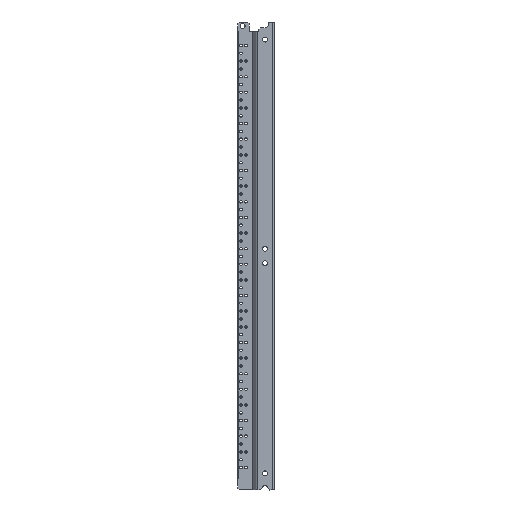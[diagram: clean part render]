
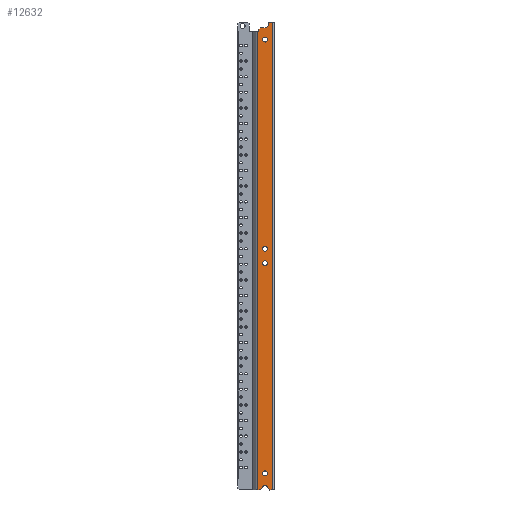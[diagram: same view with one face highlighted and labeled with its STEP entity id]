
A CAD part, front view. The second image highlights one B-rep face of the part: STEP entity #12632.
In plain terms, the highlighted face is planar.
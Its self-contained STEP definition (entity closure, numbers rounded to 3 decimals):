
#4317=DIRECTION('',(0.,-1.,0.));
#4318=VECTOR('',#4317,733.29);
#4319=CARTESIAN_POINT('',(17.,734.79,26.916));
#4320=LINE('',#4319,#4318);
#4324=CARTESIAN_POINT('',(17.,28.,14.995));
#4325=DIRECTION('',(1.,0.,0.));
#4326=DIRECTION('',(0.,1.,0.));
#4327=AXIS2_PLACEMENT_3D('',#4324,#4325,#4326);
#4332=CARTESIAN_POINT('',(17.,28.,14.995));
#4333=DIRECTION('',(1.,0.,0.));
#4334=DIRECTION('',(0.,-1.,0.));
#4335=AXIS2_PLACEMENT_3D('',#4332,#4333,#4334);
#4340=CARTESIAN_POINT('',(17.,722.,14.995));
#4341=DIRECTION('',(1.,0.,0.));
#4342=DIRECTION('',(0.,1.,0.));
#4343=AXIS2_PLACEMENT_3D('',#4340,#4341,#4342);
#4348=CARTESIAN_POINT('',(17.,722.,14.995));
#4349=DIRECTION('',(1.,0.,0.));
#4350=DIRECTION('',(0.,-1.,0.));
#4351=AXIS2_PLACEMENT_3D('',#4348,#4349,#4350);
#4356=CARTESIAN_POINT('',(17.,364.,14.995));
#4357=DIRECTION('',(-1.,0.,0.));
#4358=DIRECTION('',(0.,-1.,0.));
#4359=AXIS2_PLACEMENT_3D('',#4356,#4357,#4358);
#4364=CARTESIAN_POINT('',(17.,364.,14.995));
#4365=DIRECTION('',(-1.,0.,0.));
#4366=DIRECTION('',(0.,1.,0.));
#4367=AXIS2_PLACEMENT_3D('',#4364,#4365,#4366);
#4372=CARTESIAN_POINT('',(17.,387.5,14.995));
#4373=DIRECTION('',(-1.,0.,0.));
#4374=DIRECTION('',(0.,-1.,0.));
#4375=AXIS2_PLACEMENT_3D('',#4372,#4373,#4374);
#4380=CARTESIAN_POINT('',(17.,387.5,14.995));
#4381=DIRECTION('',(-1.,0.,0.));
#4382=DIRECTION('',(0.,1.,0.));
#4383=AXIS2_PLACEMENT_3D('',#4380,#4381,#4382);
#4388=DIRECTION('',(0.,0.,1.));
#4389=VECTOR('',#4388,4.52);
#4390=CARTESIAN_POINT('',(17.,1.5,3.));
#4391=LINE('',#4390,#4389);
#4395=DIRECTION('',(0.,0.844,0.537));
#4396=VECTOR('',#4395,5.287);
#4397=CARTESIAN_POINT('',(17.,1.5,7.52));
#4398=LINE('',#4397,#4396);
#4402=CARTESIAN_POINT('',(17.,3.001,14.995));
#4403=DIRECTION('',(1.,0.,0.));
#4404=DIRECTION('',(0.,0.538,-0.843));
#4405=AXIS2_PLACEMENT_3D('',#4402,#4403,#4404);
#4410=DIRECTION('',(0.,-0.844,0.537));
#4411=VECTOR('',#4410,5.287);
#4412=CARTESIAN_POINT('',(17.,5.96,19.63));
#4413=LINE('',#4412,#4411);
#4417=DIRECTION('',(0.,0.,1.));
#4418=VECTOR('',#4417,4.446);
#4419=CARTESIAN_POINT('',(17.,1.5,22.47));
#4420=LINE('',#4419,#4418);
#4424=DIRECTION('',(0.,0.,-1.));
#4425=VECTOR('',#4424,1.916);
#4426=CARTESIAN_POINT('',(17.,734.79,26.916));
#4427=LINE('',#4426,#4425);
#4431=DIRECTION('',(0.,0.707,-0.707));
#4432=VECTOR('',#4431,4.243);
#4433=CARTESIAN_POINT('',(17.,738.1,25.));
#4434=LINE('',#4433,#4432);
#4438=CARTESIAN_POINT('',(17.,746.1,15.));
#4439=DIRECTION('',(1.,0.,0.));
#4440=DIRECTION('',(0.,-1.,0.));
#4441=AXIS2_PLACEMENT_3D('',#4438,#4439,#4440);
#4446=DIRECTION('',(0.,0.,-1.));
#4447=VECTOR('',#4446,7.);
#4448=CARTESIAN_POINT('',(17.,750.,10.));
#4449=LINE('',#4448,#4447);
#4949=DIRECTION('',(0.,1.,0.));
#4950=VECTOR('',#4949,748.5);
#4951=CARTESIAN_POINT('',(17.,1.5,3.));
#4952=LINE('',#4951,#4950);
#7742=DIRECTION('',(0.,-1.,0.));
#7743=VECTOR('',#7742,3.9);
#7744=CARTESIAN_POINT('',(17.,750.,10.));
#7745=LINE('',#7744,#7743);
#7763=DIRECTION('',(0.,0.,1.));
#7764=VECTOR('',#7763,7.);
#7765=CARTESIAN_POINT('',(17.,741.1,15.));
#7766=LINE('',#7765,#7764);
#7784=DIRECTION('',(0.,-1.,0.));
#7785=VECTOR('',#7784,3.31);
#7786=CARTESIAN_POINT('',(17.,738.1,25.));
#7787=LINE('',#7786,#7785);
#8284=CARTESIAN_POINT('',(17.,726.,14.995));
#8285=CARTESIAN_POINT('',(17.,718.,14.995));
#8286=VERTEX_POINT('',#8284);
#8287=VERTEX_POINT('',#8285);
#8288=CARTESIAN_POINT('',(17.,734.79,26.916));
#8289=CARTESIAN_POINT('',(17.,734.79,25.));
#8290=VERTEX_POINT('',#8288);
#8291=VERTEX_POINT('',#8289);
#8292=CARTESIAN_POINT('',(17.,738.1,25.));
#8293=VERTEX_POINT('',#8292);
#8294=CARTESIAN_POINT('',(17.,741.1,22.));
#8295=VERTEX_POINT('',#8294);
#8296=CARTESIAN_POINT('',(17.,741.1,15.));
#8297=VERTEX_POINT('',#8296);
#8298=CARTESIAN_POINT('',(17.,746.1,10.));
#8299=VERTEX_POINT('',#8298);
#8300=CARTESIAN_POINT('',(17.,750.,10.));
#8301=VERTEX_POINT('',#8300);
#8302=CARTESIAN_POINT('',(17.,750.,3.));
#8303=VERTEX_POINT('',#8302);
#9118=CARTESIAN_POINT('',(17.,360.,14.995));
#9119=CARTESIAN_POINT('',(17.,368.,14.995));
#9120=VERTEX_POINT('',#9118);
#9121=VERTEX_POINT('',#9119);
#9122=CARTESIAN_POINT('',(17.,383.5,14.995));
#9123=CARTESIAN_POINT('',(17.,391.5,14.995));
#9124=VERTEX_POINT('',#9122);
#9125=VERTEX_POINT('',#9123);
#9168=CARTESIAN_POINT('',(17.,1.5,3.));
#9169=CARTESIAN_POINT('',(17.,1.5,7.52));
#9170=VERTEX_POINT('',#9168);
#9171=VERTEX_POINT('',#9169);
#9172=CARTESIAN_POINT('',(17.,5.96,10.36));
#9173=VERTEX_POINT('',#9172);
#9174=CARTESIAN_POINT('',(17.,5.96,19.63));
#9175=VERTEX_POINT('',#9174);
#9176=CARTESIAN_POINT('',(17.,1.5,22.47));
#9177=VERTEX_POINT('',#9176);
#9178=CARTESIAN_POINT('',(17.,1.5,26.916));
#9179=VERTEX_POINT('',#9178);
#9180=CARTESIAN_POINT('',(17.,32.,14.995));
#9181=CARTESIAN_POINT('',(17.,24.,14.995));
#9182=VERTEX_POINT('',#9180);
#9183=VERTEX_POINT('',#9181);
#12574=CARTESIAN_POINT('',(17.,600.,0.));
#12575=DIRECTION('',(1.,0.,0.));
#12576=DIRECTION('',(0.,-1.,0.));
#12577=AXIS2_PLACEMENT_3D('',#12574,#12575,#12576);
#12578=PLANE('',#12577);
#12580=ORIENTED_EDGE('',*,*,#12579,.F.);
#12582=ORIENTED_EDGE('',*,*,#12581,.T.);
#12584=ORIENTED_EDGE('',*,*,#12583,.T.);
#12586=ORIENTED_EDGE('',*,*,#12585,.T.);
#12588=ORIENTED_EDGE('',*,*,#12587,.T.);
#12590=ORIENTED_EDGE('',*,*,#12589,.T.);
#12591=ORIENTED_EDGE('',*,*,#12564,.F.);
#12593=ORIENTED_EDGE('',*,*,#12592,.T.);
#12595=ORIENTED_EDGE('',*,*,#12594,.F.);
#12597=ORIENTED_EDGE('',*,*,#12596,.T.);
#12599=ORIENTED_EDGE('',*,*,#12598,.F.);
#12601=ORIENTED_EDGE('',*,*,#12600,.T.);
#12603=ORIENTED_EDGE('',*,*,#12602,.F.);
#12605=ORIENTED_EDGE('',*,*,#12604,.T.);
#12606=EDGE_LOOP('',(#12580,#12582,#12584,#12586,#12588,#12590,#12591,#12593,
#12595,#12597,#12599,#12601,#12603,#12605));
#12607=FACE_OUTER_BOUND('',#12606,.F.);
#12609=ORIENTED_EDGE('',*,*,#12608,.T.);
#12611=ORIENTED_EDGE('',*,*,#12610,.T.);
#12612=EDGE_LOOP('',(#12609,#12611));
#12613=FACE_BOUND('',#12612,.F.);
#12615=ORIENTED_EDGE('',*,*,#12614,.F.);
#12617=ORIENTED_EDGE('',*,*,#12616,.F.);
#12618=EDGE_LOOP('',(#12615,#12617));
#12619=FACE_BOUND('',#12618,.F.);
#12621=ORIENTED_EDGE('',*,*,#12620,.F.);
#12623=ORIENTED_EDGE('',*,*,#12622,.F.);
#12624=EDGE_LOOP('',(#12621,#12623));
#12625=FACE_BOUND('',#12624,.F.);
#12627=ORIENTED_EDGE('',*,*,#12626,.T.);
#12629=ORIENTED_EDGE('',*,*,#12628,.T.);
#12630=EDGE_LOOP('',(#12627,#12629));
#12631=FACE_BOUND('',#12630,.F.);
#4328=CIRCLE('',#4327,4.);
#4336=CIRCLE('',#4335,4.);
#4344=CIRCLE('',#4343,4.);
#4352=CIRCLE('',#4351,4.);
#4360=CIRCLE('',#4359,4.);
#4368=CIRCLE('',#4367,4.);
#4376=CIRCLE('',#4375,4.);
#4384=CIRCLE('',#4383,4.);
#4406=CIRCLE('',#4405,5.499);
#4442=CIRCLE('',#4441,5.);
#12564=EDGE_CURVE('',#8290,#9179,#4320,.T.);
#12579=EDGE_CURVE('',#9170,#8303,#4952,.T.);
#12581=EDGE_CURVE('',#9170,#9171,#4391,.T.);
#12583=EDGE_CURVE('',#9171,#9173,#4398,.T.);
#12585=EDGE_CURVE('',#9173,#9175,#4406,.T.);
#12587=EDGE_CURVE('',#9175,#9177,#4413,.T.);
#12589=EDGE_CURVE('',#9177,#9179,#4420,.T.);
#12592=EDGE_CURVE('',#8290,#8291,#4427,.T.);
#12594=EDGE_CURVE('',#8293,#8291,#7787,.T.);
#12596=EDGE_CURVE('',#8293,#8295,#4434,.T.);
#12598=EDGE_CURVE('',#8297,#8295,#7766,.T.);
#12600=EDGE_CURVE('',#8297,#8299,#4442,.T.);
#12602=EDGE_CURVE('',#8301,#8299,#7745,.T.);
#12604=EDGE_CURVE('',#8301,#8303,#4449,.T.);
#12608=EDGE_CURVE('',#8286,#8287,#4344,.T.);
#12610=EDGE_CURVE('',#8287,#8286,#4352,.T.);
#12614=EDGE_CURVE('',#9120,#9121,#4360,.T.);
#12616=EDGE_CURVE('',#9121,#9120,#4368,.T.);
#12620=EDGE_CURVE('',#9124,#9125,#4376,.T.);
#12622=EDGE_CURVE('',#9125,#9124,#4384,.T.);
#12626=EDGE_CURVE('',#9182,#9183,#4328,.T.);
#12628=EDGE_CURVE('',#9183,#9182,#4336,.T.);
#12632=ADVANCED_FACE('',(#12607,#12613,#12619,#12625,#12631),#12578,.T.);
